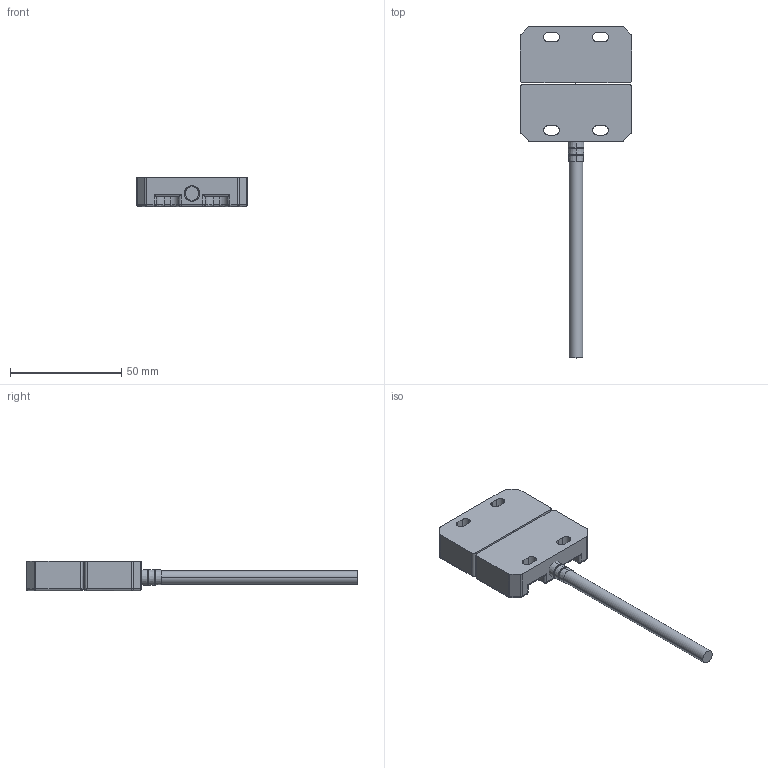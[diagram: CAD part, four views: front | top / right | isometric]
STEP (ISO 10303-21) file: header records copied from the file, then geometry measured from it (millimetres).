
FILE_DESCRIPTION (( 'STEP AP214' ), '1' );
FILE_NAME ('SPR-111014.step', '2017-09-27T14:27:36', ( '' ), ( '' ), 'SwSTEP 2.0', 'SolidWorks 2017', '' );
FILE_SCHEMA (( 'AUTOMOTIVE_DESIGN' ));
Length unit declared in the file: inch
Products named in the file (3): SPR-111014; SPR-111014_2; SPR-111014_1
Assembly tree (2 placements, depth 2):
  SPR-111014
    SPR-111014_1
    SPR-111014_2
Bounding box: 50 x 149.47 x 13.3 mm (x, y, z)
Volume: 33808.7 mm3; surface area: 11757.1 mm2
Topology: 4 solids, 4 shells, 191 faces, 459 edges, 262 vertices
Faces by surface type: cylinder 80, plane 61, bspline 44, cone 6
Entity records: 6183 total; most frequent: CARTESIAN_POINT 1809, DIRECTION 903, ORIENTED_EDGE 886, EDGE_CURVE 443, AXIS2_PLACEMENT_3D 336, VERTEX_POINT 262, LINE 231, VECTOR 231
